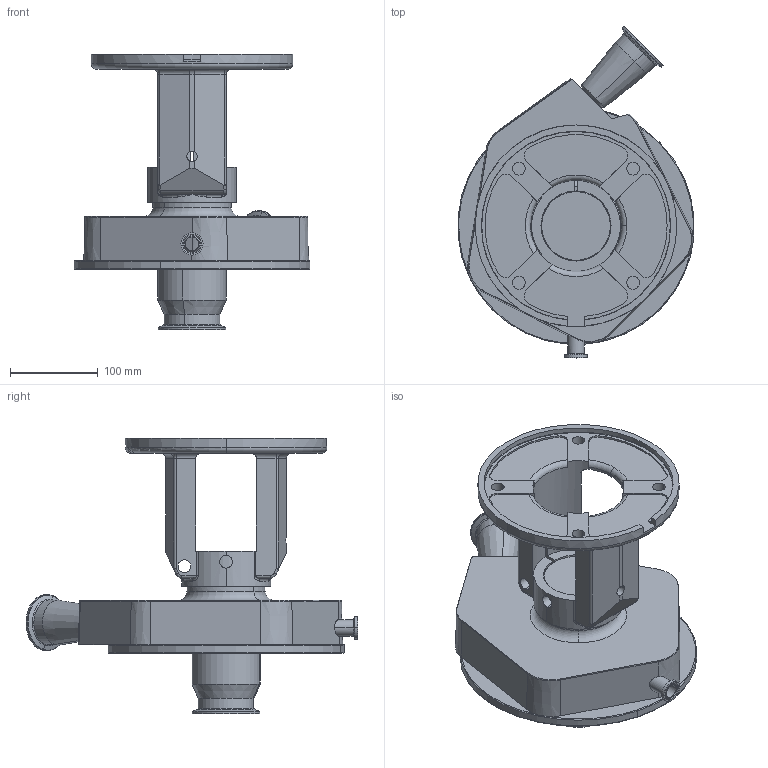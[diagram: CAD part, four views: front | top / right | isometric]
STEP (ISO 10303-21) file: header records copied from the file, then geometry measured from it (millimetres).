
FILE_DESCRIPTION (( 'STEP AP214' ), '1' );
FILE_NAME ('FPR 1741-1742 180-250TC 45L 3-4 IN STR DRAIN.STEP', '2023-01-11T20:22:40', ( '' ), ( '' ), 'SwSTEP 2.0', 'SolidWorks 2021', '' );
FILE_SCHEMA (( 'AUTOMOTIVE_DESIGN' ));
Length unit declared in the file: millimetre
Products named in the file (1): FPR 1741-1742 180-250TC 45L 3-4 IN STR DRAIN
Bounding box: 269.09 x 378.82 x 314.5 mm (x, y, z)
Volume: 2915493.9 mm3; surface area: 528871.8 mm2
Topology: 1 solids, 6 shells, 416 faces, 1008 edges, 596 vertices
Faces by surface type: cylinder 153, torus 90, plane 86, cone 75, bspline 9, sphere 3
Entity records: 13793 total; most frequent: CARTESIAN_POINT 3948, DIRECTION 2231, ORIENTED_EDGE 1984, EDGE_CURVE 992, AXIS2_PLACEMENT_3D 932, VERTEX_POINT 596, CIRCLE 524, EDGE_LOOP 452
